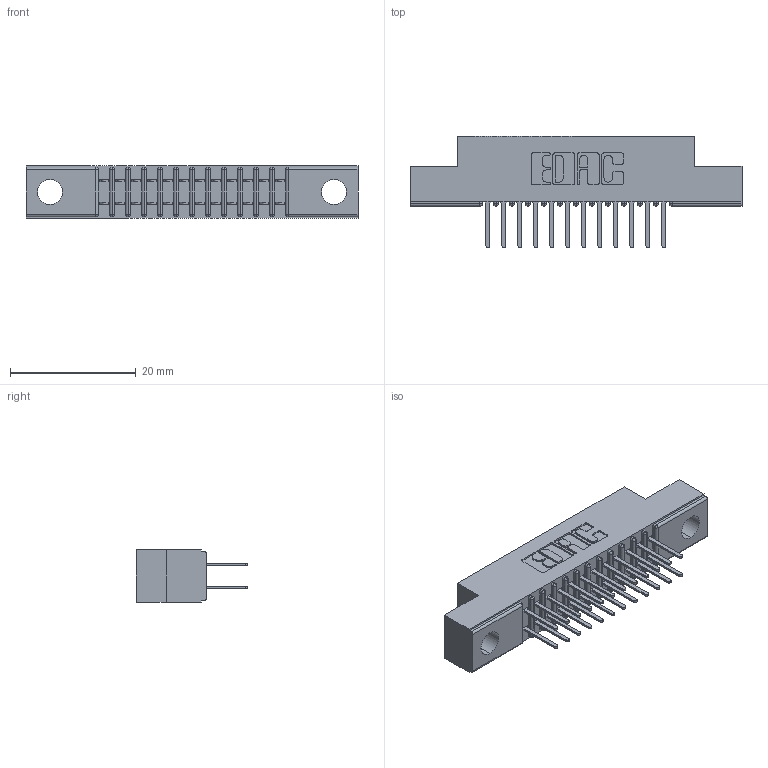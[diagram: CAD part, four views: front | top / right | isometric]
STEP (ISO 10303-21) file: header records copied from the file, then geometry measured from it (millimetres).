
FILE_DESCRIPTION (( 'STEP AP203' ), '1' );
FILE_NAME ('341-024-521-204.STEP', '2018-08-06T17:59:55', ( '' ), ( '' ), 'SwSTEP 2.0', 'SolidWorks 2016', '' );
FILE_SCHEMA (( 'CONFIG_CONTROL_DESIGN' ));
Length unit declared in the file: inch
Products named in the file (3): 341 Part_.156 (3.96) Dia Mounting Holes; 341-292-001_341-292-121; 341-024-521-204
Assembly tree (25 placements, depth 2):
  341-024-521-204
    341 Part_.156 (3.96) Dia Mounting Holes
    341-292-001_341-292-121  x24
Bounding box: 52.7 x 17.7 x 8.38 mm (x, y, z)
Volume: 2940.1 mm3; surface area: 5526.9 mm2
Topology: 25 solids, 25 shells, 1714 faces, 4948 edges, 3206 vertices
Faces by surface type: plane 1042, cylinder 624, sphere 26, torus 22
Entity records: 18937 total; most frequent: CARTESIAN_POINT 3154, ORIENTED_EDGE 3128, DIRECTION 3074, EDGE_CURVE 1564, VECTOR 1238, LINE 1238, VERTEX_POINT 998, AXIS2_PLACEMENT_3D 918
